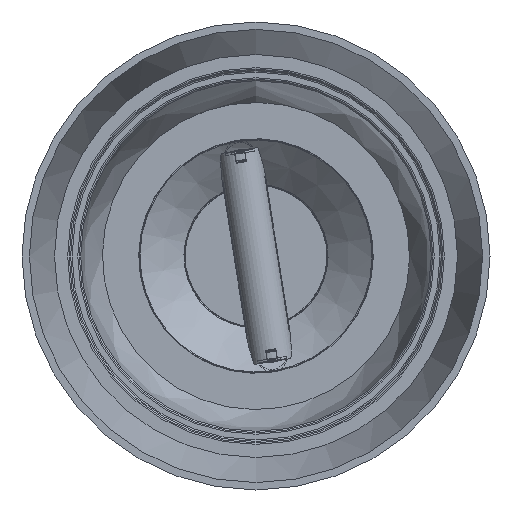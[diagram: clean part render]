
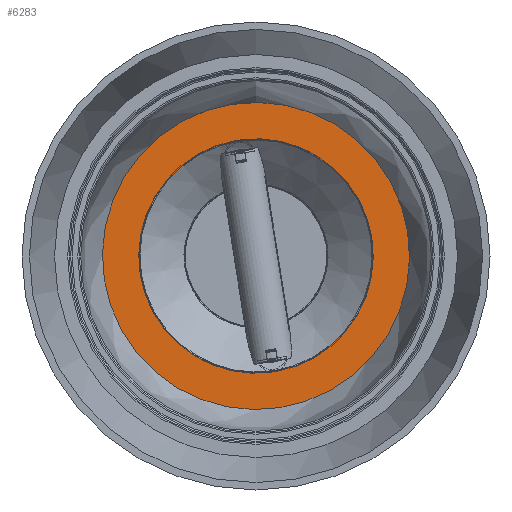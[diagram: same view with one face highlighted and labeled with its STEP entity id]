
A CAD part, front view. The second image highlights one B-rep face of the part: STEP entity #6283.
In plain terms, the highlighted face is planar.
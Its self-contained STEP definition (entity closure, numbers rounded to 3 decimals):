
#316=FACE_BOUND('',#1425,.T.);
#427=PLANE('',#7232);
#715=CIRCLE('',#7229,80.);
#717=CIRCLE('',#7231,80.);
#718=CIRCLE('',#7233,105.);
#719=CIRCLE('',#7234,105.);
#1035=FACE_OUTER_BOUND('',#1424,.T.);
#1424=EDGE_LOOP('',(#5192,#5193));
#1425=EDGE_LOOP('',(#5194,#5195));
#2950=VERTEX_POINT('',#11769);
#2951=VERTEX_POINT('',#11770);
#2952=VERTEX_POINT('',#11775);
#2953=VERTEX_POINT('',#11776);
#3750=EDGE_CURVE('',#2950,#2951,#715,.T.);
#3752=EDGE_CURVE('',#2951,#2950,#717,.T.);
#3753=EDGE_CURVE('',#2952,#2953,#718,.T.);
#3754=EDGE_CURVE('',#2953,#2952,#719,.T.);
#5192=ORIENTED_EDGE('',*,*,#3753,.F.);
#5193=ORIENTED_EDGE('',*,*,#3754,.F.);
#5194=ORIENTED_EDGE('',*,*,#3750,.F.);
#5195=ORIENTED_EDGE('',*,*,#3752,.F.);
#6283=ADVANCED_FACE('',(#1035,#316),#427,.T.);
#7229=AXIS2_PLACEMENT_3D('',#11771,#8640,#8641);
#7231=AXIS2_PLACEMENT_3D('',#11773,#8644,#8645);
#7232=AXIS2_PLACEMENT_3D('',#11774,#8646,#8647);
#7233=AXIS2_PLACEMENT_3D('',#11777,#8648,#8649);
#7234=AXIS2_PLACEMENT_3D('',#11778,#8650,#8651);
#8640=DIRECTION('center_axis',(0.,1.,0.));
#8641=DIRECTION('ref_axis',(0.,0.,1.));
#8644=DIRECTION('center_axis',(0.,1.,0.));
#8645=DIRECTION('ref_axis',(0.,0.,1.));
#8646=DIRECTION('center_axis',(0.,1.,0.));
#8647=DIRECTION('ref_axis',(0.,0.,1.));
#8648=DIRECTION('center_axis',(0.,-1.,0.));
#8649=DIRECTION('ref_axis',(1.,0.,0.));
#8650=DIRECTION('center_axis',(0.,-1.,0.));
#8651=DIRECTION('ref_axis',(1.,0.,0.));
#11769=CARTESIAN_POINT('',(0.,27.,-80.));
#11770=CARTESIAN_POINT('',(0.,27.,80.));
#11771=CARTESIAN_POINT('Origin',(0.,27.,0.));
#11773=CARTESIAN_POINT('Origin',(0.,27.,0.));
#11774=CARTESIAN_POINT('Origin',(0.,27.,-105.));
#11775=CARTESIAN_POINT('',(0.,27.,-105.));
#11776=CARTESIAN_POINT('',(0.,27.,105.));
#11777=CARTESIAN_POINT('Origin',(0.,27.,0.));
#11778=CARTESIAN_POINT('Origin',(0.,27.,0.));
